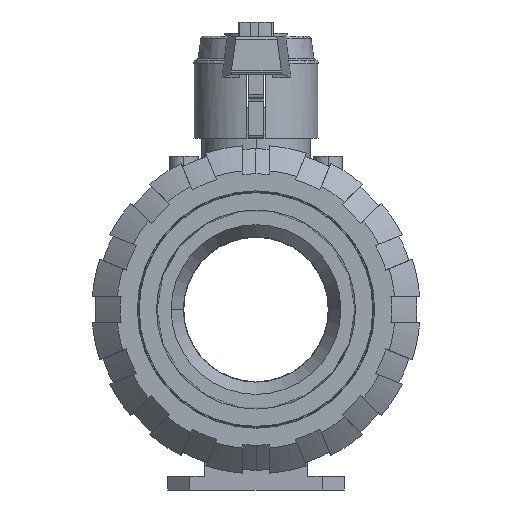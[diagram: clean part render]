
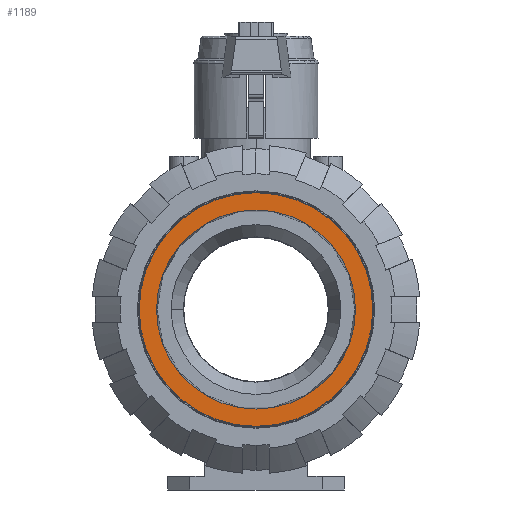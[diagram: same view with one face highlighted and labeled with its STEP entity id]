
A CAD part, left-side view. The second image highlights one B-rep face of the part: STEP entity #1189.
In plain terms, the highlighted planar face has unit normal (-1, 0, 0).
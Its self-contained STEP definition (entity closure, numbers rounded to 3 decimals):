
#1189=ADVANCED_FACE('',(#2676,#2677),#2678,.T.);
#2676=FACE_OUTER_BOUND('',#4525,.T.);
#2677=FACE_BOUND('',#4526,.T.);
#2678=PLANE('',#4527);
#4525=EDGE_LOOP('',(#7761,#7762));
#4526=EDGE_LOOP('',(#7763,#7764));
#4527=AXIS2_PLACEMENT_3D('',#7765,#7766,#7767);
#7761=ORIENTED_EDGE('',*,*,#12428,.T.);
#7762=ORIENTED_EDGE('',*,*,#12429,.T.);
#7763=ORIENTED_EDGE('',*,*,#12430,.F.);
#7764=ORIENTED_EDGE('',*,*,#12431,.F.);
#7765=CARTESIAN_POINT('',(-142.0,0.,100.0));
#7766=DIRECTION('',(-1.0,0.0,0.0));
#7767=DIRECTION('',(0.0,1.0,0.0));
#12428=EDGE_CURVE('',#15176,#15177,#15178,.T.);
#12429=EDGE_CURVE('',#15177,#15176,#15179,.T.);
#12430=EDGE_CURVE('',#15180,#15181,#15182,.T.);
#12431=EDGE_CURVE('',#15181,#15180,#15183,.T.);
#15176=VERTEX_POINT('',#19481);
#15177=VERTEX_POINT('',#19482);
#15178=CIRCLE('',#19483,64.734);
#15179=CIRCLE('',#19484,64.734);
#15180=VERTEX_POINT('',#19485);
#15181=VERTEX_POINT('',#19486);
#15182=CIRCLE('',#19487,55.135);
#15183=CIRCLE('',#19488,55.135);
#19481=CARTESIAN_POINT('',(-142.,64.734,100.0));
#19482=CARTESIAN_POINT('',(-142.,-64.734,100.0));
#19483=AXIS2_PLACEMENT_3D('',#24994,#24995,#24996);
#19484=AXIS2_PLACEMENT_3D('',#24997,#24998,#24999);
#19485=CARTESIAN_POINT('',(-142.,55.135,100.0));
#19486=CARTESIAN_POINT('',(-142.,-55.135,100.0));
#19487=AXIS2_PLACEMENT_3D('',#25000,#25001,#25002);
#19488=AXIS2_PLACEMENT_3D('',#25003,#25004,#25005);
#24994=CARTESIAN_POINT('',(-142.,0.0,100.0));
#24995=DIRECTION('',(-1.0,0.0,0.0));
#24996=DIRECTION('',(0.0,1.0,0.));
#24997=CARTESIAN_POINT('',(-142.,0.0,100.0));
#24998=DIRECTION('',(-1.0,0.0,0.0));
#24999=DIRECTION('',(0.0,-1.0,0.));
#25000=CARTESIAN_POINT('',(-142.,0.0,100.0));
#25001=DIRECTION('',(-1.0,0.0,0.0));
#25002=DIRECTION('',(0.0,1.0,0.));
#25003=CARTESIAN_POINT('',(-142.,0.0,100.0));
#25004=DIRECTION('',(-1.0,0.0,0.0));
#25005=DIRECTION('',(0.0,-1.0,0.));
